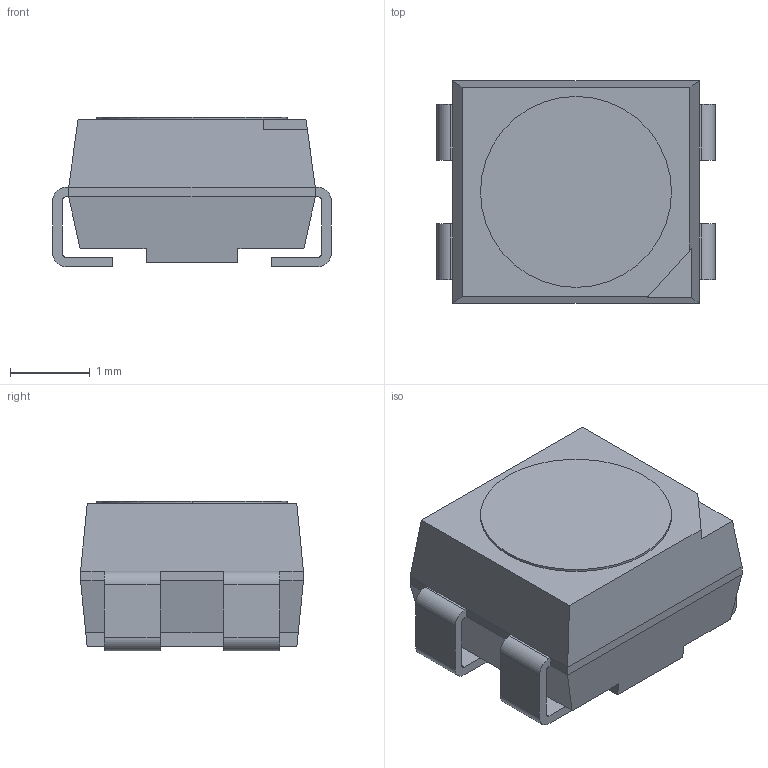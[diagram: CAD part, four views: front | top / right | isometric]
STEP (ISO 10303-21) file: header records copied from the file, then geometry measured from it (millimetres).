
FILE_DESCRIPTION (( 'STEP AP214' ), '1' );
FILE_NAME ('LED-SMD_4P-L3.5-W2.8-BR-1.STEP', '2024-02-28T03:37:06', ( '' ), ( '' ), 'SwSTEP 2.0', 'SolidWorks 2022', '' );
FILE_SCHEMA (( 'AUTOMOTIVE_DESIGN' ));
Length unit declared in the file: millimetre
Products named in the file (1): LED-SMD_4P-L3.5-W2.8-BR-1
Bounding box: 3.5 x 2.8 x 1.88 mm (x, y, z)
Volume: 14.4 mm3; surface area: 45.9 mm2
Topology: 1 solids, 1 shells, 79 faces, 204 edges, 128 vertices
Faces by surface type: plane 61, cylinder 18
Entity records: 2693 total; most frequent: CARTESIAN_POINT 412, ORIENTED_EDGE 408, DIRECTION 400, EDGE_CURVE 204, LINE 168, VECTOR 168, VERTEX_POINT 128, AXIS2_PLACEMENT_3D 116
